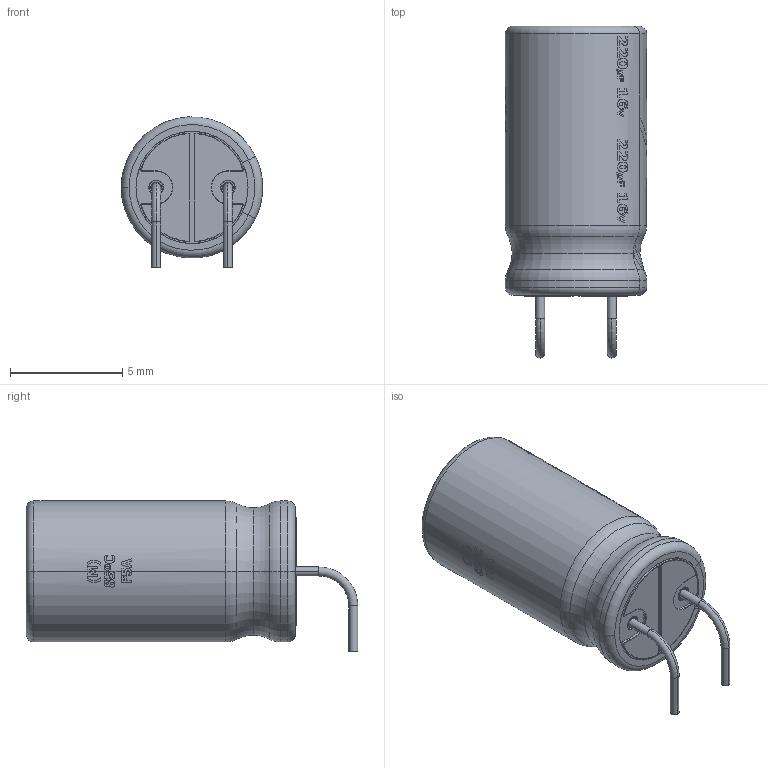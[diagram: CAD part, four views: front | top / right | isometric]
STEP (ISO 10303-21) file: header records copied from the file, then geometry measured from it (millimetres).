
FILE_DESCRIPTION (( 'STEP AP214' ), '1' );
FILE_NAME ('220uF 16V electr 6.3 x12mm -P.diameter 3.2mm-Green-Yellow-DIP-HORISONTAL.STEP', '2024-05-03T18:31:07', ( '' ), ( '' ), 'SwSTEP 2.0', 'SolidWorks 2021', '' );
FILE_SCHEMA (( 'AUTOMOTIVE_DESIGN' ));
Length unit declared in the file: millimetre
Products named in the file (1): 220uF 16V electr 6.3 x12mm -P.diameter 3.2mm-Green-Yellow-DIP-HORISONTAL
Bounding box: 6.3 x 14.79 x 6.69 mm (x, y, z)
Volume: 366.1 mm3; surface area: 314 mm2
Topology: 1 solids, 1 shells, 217 faces, 831 edges, 657 vertices
Faces by surface type: cylinder 123, torus 58, plane 32, cone 4
Entity records: 11582 total; most frequent: CARTESIAN_POINT 3282, ORIENTED_EDGE 1662, DIRECTION 1048, EDGE_CURVE 831, VERTEX_POINT 657, B_SPLINE_CURVE_WITH_KNOTS 460, AXIS2_PLACEMENT_3D 459, EDGE_LOOP 258
